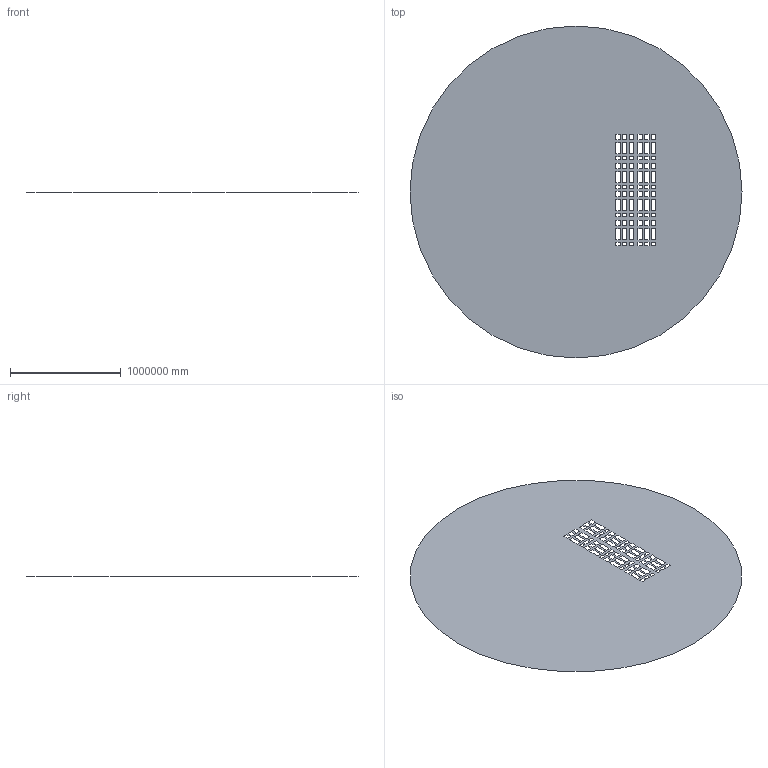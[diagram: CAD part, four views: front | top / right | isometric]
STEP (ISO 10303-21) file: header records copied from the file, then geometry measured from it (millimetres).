
FILE_DESCRIPTION(('Open CASCADE Model'),'2;1');
FILE_NAME('Open CASCADE Shape Model','2022-03-09T09:23:21',('Author'),( 'Open CASCADE'),'Open CASCADE STEP processor 7.5','Open CASCADE 7.5' ,'Unknown');
FILE_SCHEMA(('AUTOMOTIVE_DESIGN { 1 0 10303 214 1 1 1 1 }'));
Length unit declared in the file: metre
Products named in the file (1): Open CASCADE STEP translator 7.5 1
Bounding box: 3000000 x 3000000 x 0 mm (x, y, z)
Surface area: 6895783470577 mm2 (no closed solid volume)
Topology: 0 solids, 1 shells, 1 faces, 289 edges, 289 vertices
Faces by surface type: plane 1
Entity records: 4509 total; most frequent: CARTESIAN_POINT 875, DIRECTION 582, LINE 576, VECTOR 576, ORIENTED_EDGE 289, EDGE_CURVE 289, VERTEX_POINT 289, SURFACE_CURVE 289
